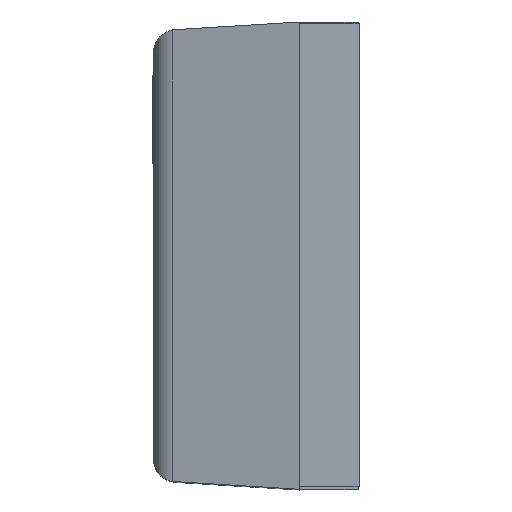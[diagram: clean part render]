
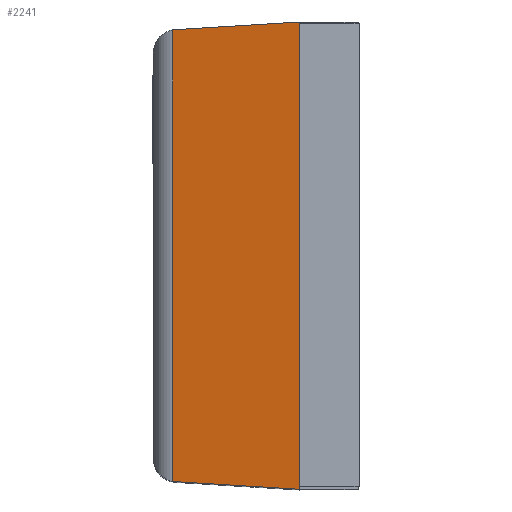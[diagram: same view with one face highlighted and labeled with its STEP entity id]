
A CAD part, top view. The second image highlights one B-rep face of the part: STEP entity #2241.
In plain terms, the highlighted planar face has unit normal (-0.174, 0, 0.985).
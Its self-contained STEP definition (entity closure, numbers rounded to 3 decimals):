
#19=ELLIPSE('',#2425,0.508,0.5);
#20=ELLIPSE('',#2426,0.508,0.5);
#88=PLANE('',#2424);
#207=FACE_OUTER_BOUND('',#337,.T.);
#337=EDGE_LOOP('',(#1828,#1829,#1830,#1831,#1832,#1833));
#513=LINE('',#3464,#772);
#517=LINE('',#3474,#776);
#518=LINE('',#3476,#777);
#519=LINE('',#3479,#778);
#772=VECTOR('',#2832,1.);
#776=VECTOR('',#2840,1.);
#777=VECTOR('',#2841,1.);
#778=VECTOR('',#2844,1.);
#1081=VERTEX_POINT('',#3462);
#1082=VERTEX_POINT('',#3463);
#1085=VERTEX_POINT('',#3471);
#1086=VERTEX_POINT('',#3472);
#1087=VERTEX_POINT('',#3475);
#1088=VERTEX_POINT('',#3477);
#1347=EDGE_CURVE('',#1081,#1082,#513,.T.);
#1351=EDGE_CURVE('',#1085,#1086,#19,.T.);
#1352=EDGE_CURVE('',#1085,#1082,#517,.T.);
#1353=EDGE_CURVE('',#1081,#1087,#518,.T.);
#1354=EDGE_CURVE('',#1088,#1087,#20,.T.);
#1355=EDGE_CURVE('',#1086,#1088,#519,.T.);
#1828=ORIENTED_EDGE('',*,*,#1351,.F.);
#1829=ORIENTED_EDGE('',*,*,#1352,.T.);
#1830=ORIENTED_EDGE('',*,*,#1347,.F.);
#1831=ORIENTED_EDGE('',*,*,#1353,.T.);
#1832=ORIENTED_EDGE('',*,*,#1354,.F.);
#1833=ORIENTED_EDGE('',*,*,#1355,.F.);
#2241=ADVANCED_FACE('',(#207),#88,.F.);
#2424=AXIS2_PLACEMENT_3D('',#3470,#2836,#2837);
#2425=AXIS2_PLACEMENT_3D('',#3473,#2838,#2839);
#2426=AXIS2_PLACEMENT_3D('',#3478,#2842,#2843);
#2832=DIRECTION('',(0.,-1.,0.));
#2836=DIRECTION('center_axis',(0.174,0.,
-0.985));
#2837=DIRECTION('ref_axis',(0.,-1.,0.));
#2838=DIRECTION('center_axis',(0.174,0.,
-0.985));
#2839=DIRECTION('ref_axis',(-0.985,0.,-0.174));
#2840=DIRECTION('',(0.983,-0.06,0.173));
#2841=DIRECTION('',(-0.983,-0.06,-0.173));
#2842=DIRECTION('center_axis',(0.174,0.,
-0.985));
#2843=DIRECTION('ref_axis',(-0.985,0.,-0.174));
#2844=DIRECTION('',(0.,1.,0.));
#3462=CARTESIAN_POINT('',(1.38,5.,14.1));
#3463=CARTESIAN_POINT('',(1.38,-5.,14.1));
#3464=CARTESIAN_POINT('',(1.38,-3.778,14.1));
#3470=CARTESIAN_POINT('Origin',(-1.75,-12.557,13.548));
#3471=CARTESIAN_POINT('',(-1.281,-4.837,13.631));
#3472=CARTESIAN_POINT('',(-1.337,-4.831,13.621));
#3473=CARTESIAN_POINT('Origin',(-1.25,-4.338,13.636));
#3474=CARTESIAN_POINT('',(-3.333,-4.712,13.269));
#3475=CARTESIAN_POINT('',(-1.281,4.837,13.631));
#3476=CARTESIAN_POINT('',(-2.557,4.759,13.406));
#3477=CARTESIAN_POINT('',(-1.337,4.831,13.621));
#3478=CARTESIAN_POINT('Origin',(-1.25,4.338,13.636));
#3479=CARTESIAN_POINT('',(-1.337,-6.278,13.621));
